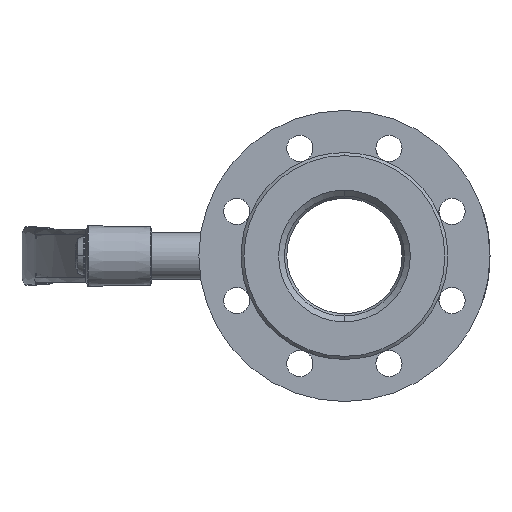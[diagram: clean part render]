
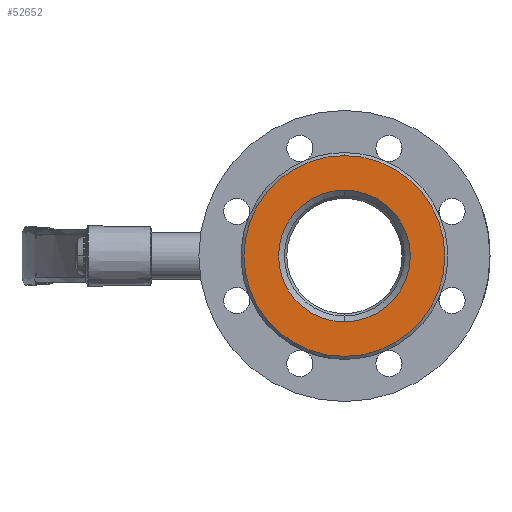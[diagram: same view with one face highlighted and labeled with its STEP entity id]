
A CAD part, left-side view. The second image highlights one B-rep face of the part: STEP entity #52652.
In plain terms, the highlighted planar face has unit normal (-1, 0, 0).
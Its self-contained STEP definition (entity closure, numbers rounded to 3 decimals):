
#1894 = DIRECTION ( 'NONE',  ( 0., 0., -1. ) ) ;
#2343 = VERTEX_POINT ( 'NONE', #16680 ) ;
#3008 = DIRECTION ( 'NONE',  ( 1., 0., 0. ) ) ;
#3021 = CARTESIAN_POINT ( 'NONE',  ( -155., 0., 0. ) ) ;
#3423 = DIRECTION ( 'NONE',  ( 0., 0., -1. ) ) ;
#5035 = AXIS2_PLACEMENT_3D ( 'NONE', #76906, #40645, #1894 ) ;
#5146 = DIRECTION ( 'NONE',  ( -1., 0., 0. ) ) ;
#7969 = FACE_OUTER_BOUND ( 'NONE', #59227, .T. ) ;
#8512 = ORIENTED_EDGE ( 'NONE', *, *, #23300, .F. ) ;
#8998 = CIRCLE ( 'NONE', #5035, 45.25 ) ;
#9596 = CARTESIAN_POINT ( 'NONE',  ( -155., -45.25, 0. ) ) ;
#13105 = ORIENTED_EDGE ( 'NONE', *, *, #47428, .T. ) ;
#16680 = CARTESIAN_POINT ( 'NONE',  ( -155., 0., -45.25 ) ) ;
#19128 = CIRCLE ( 'NONE', #38855, 69. ) ;
#19468 = VERTEX_POINT ( 'NONE', #20322 ) ;
#19505 = FACE_BOUND ( 'NONE', #54475, .T. ) ;
#20322 = CARTESIAN_POINT ( 'NONE',  ( -155., 0., -69. ) ) ;
#22469 = CIRCLE ( 'NONE', #38300, 45.25 ) ;
#23300 = EDGE_CURVE ( 'NONE', #77119, #2343, #8998, .T. ) ;
#27878 = AXIS2_PLACEMENT_3D ( 'NONE', #9596, #3008, #58250 ) ;
#35377 = ORIENTED_EDGE ( 'NONE', *, *, #70870, .T. ) ;
#36069 = CARTESIAN_POINT ( 'NONE',  ( -155., 0., 0. ) ) ;
#36891 = AXIS2_PLACEMENT_3D ( 'NONE', #40983, #48361, #71894 ) ;
#38300 = AXIS2_PLACEMENT_3D ( 'NONE', #36069, #5146, #50059 ) ;
#38855 = AXIS2_PLACEMENT_3D ( 'NONE', #3021, #52086, #3423 ) ;
#40645 = DIRECTION ( 'NONE',  ( -1., 0., 0. ) ) ;
#40983 = CARTESIAN_POINT ( 'NONE',  ( -155., 0., 0. ) ) ;
#47428 = EDGE_CURVE ( 'NONE', #19468, #50676, #59270, .T. ) ;
#48361 = DIRECTION ( 'NONE',  ( -1., 0., 0. ) ) ;
#49369 = EDGE_CURVE ( 'NONE', #2343, #77119, #22469, .T. ) ;
#50059 = DIRECTION ( 'NONE',  ( 0., 0., -1. ) ) ;
#50676 = VERTEX_POINT ( 'NONE', #70452 ) ;
#52086 = DIRECTION ( 'NONE',  ( -1., 0., 0. ) ) ;
#52240 = CARTESIAN_POINT ( 'NONE',  ( -155., 0., 45.25 ) ) ;
#52652 = ADVANCED_FACE ( 'NONE', ( #19505, #7969 ), #78841, .F. ) ;
#54475 = EDGE_LOOP ( 'NONE', ( #71311, #8512 ) ) ;
#58250 = DIRECTION ( 'NONE',  ( 0., 0., 1. ) ) ;
#59227 = EDGE_LOOP ( 'NONE', ( #35377, #13105 ) ) ;
#59270 = CIRCLE ( 'NONE', #36891, 69. ) ;
#70452 = CARTESIAN_POINT ( 'NONE',  ( -155., 0., 69. ) ) ;
#70870 = EDGE_CURVE ( 'NONE', #50676, #19468, #19128, .T. ) ;
#71311 = ORIENTED_EDGE ( 'NONE', *, *, #49369, .F. ) ;
#71894 = DIRECTION ( 'NONE',  ( 0., 0., -1. ) ) ;
#76906 = CARTESIAN_POINT ( 'NONE',  ( -155., 0., 0. ) ) ;
#77119 = VERTEX_POINT ( 'NONE', #52240 ) ;
#78841 = PLANE ( 'NONE',  #27878 ) ;
